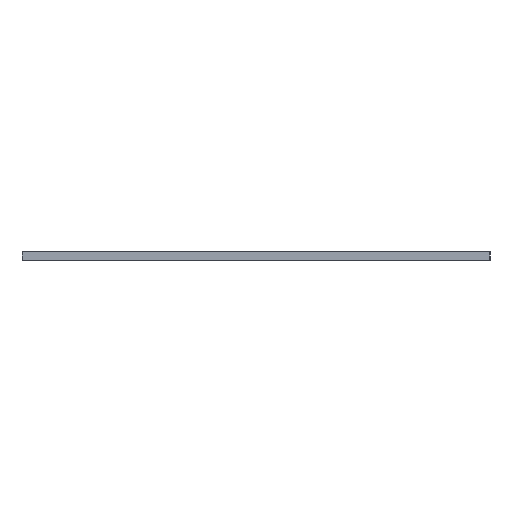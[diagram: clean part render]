
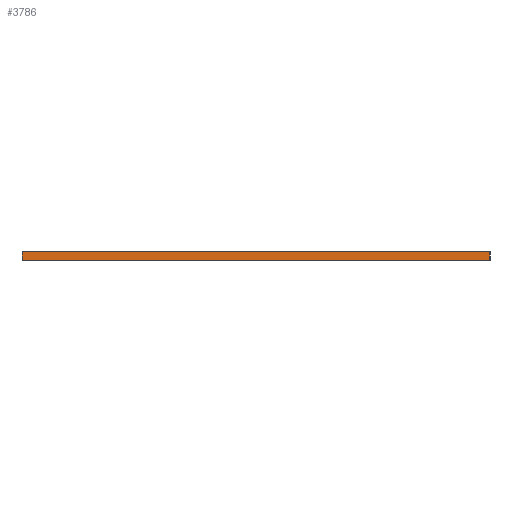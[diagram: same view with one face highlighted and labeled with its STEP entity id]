
A CAD part, left-side view. The second image highlights one B-rep face of the part: STEP entity #3786.
In plain terms, the highlighted planar face has unit normal (-1, 0, 0).
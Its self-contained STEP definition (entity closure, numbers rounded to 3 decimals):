
#265 = EDGE_CURVE ( 'NONE', #1215, #4097, #4939, .T. ) ;
#299 = DIRECTION ( 'NONE',  ( 0., 1., 0. ) ) ;
#300 = CARTESIAN_POINT ( 'NONE',  ( -500., -250., 2. ) ) ;
#313 = EDGE_LOOP ( 'NONE', ( #1579, #3784, #5576, #5456 ) ) ;
#396 = VECTOR ( 'NONE', #2346, 1000. ) ;
#442 = VECTOR ( 'NONE', #299, 1000. ) ;
#858 = EDGE_CURVE ( 'NONE', #5143, #1604, #5004, .T. ) ;
#893 = CARTESIAN_POINT ( 'NONE',  ( -500., -250., 2. ) ) ;
#1215 = VERTEX_POINT ( 'NONE', #4762 ) ;
#1327 = CARTESIAN_POINT ( 'NONE',  ( -500., 250., 2. ) ) ;
#1579 = ORIENTED_EDGE ( 'NONE', *, *, #265, .T. ) ;
#1604 = VERTEX_POINT ( 'NONE', #2176 ) ;
#1838 = DIRECTION ( 'NONE',  ( 0., 0., -1. ) ) ;
#1931 = LINE ( 'NONE', #893, #4143 ) ;
#2089 = AXIS2_PLACEMENT_3D ( 'NONE', #6565, #4450, #1838 ) ;
#2176 = CARTESIAN_POINT ( 'NONE',  ( -500., 250., -7. ) ) ;
#2265 = CARTESIAN_POINT ( 'NONE',  ( -500., 250., 2. ) ) ;
#2346 = DIRECTION ( 'NONE',  ( 0., 0., 1. ) ) ;
#2840 = DIRECTION ( 'NONE',  ( 0., 0., -1. ) ) ;
#2886 = EDGE_CURVE ( 'NONE', #5143, #4097, #1931, .T. ) ;
#3600 = LINE ( 'NONE', #5433, #442 ) ;
#3784 = ORIENTED_EDGE ( 'NONE', *, *, #2886, .F. ) ;
#3786 = ADVANCED_FACE ( 'NONE', ( #4612 ), #3876, .F. ) ;
#3876 = PLANE ( 'NONE',  #2089 ) ;
#4097 = VERTEX_POINT ( 'NONE', #6022 ) ;
#4143 = VECTOR ( 'NONE', #6073, 1000. ) ;
#4352 = VECTOR ( 'NONE', #2840, 1000. ) ;
#4450 = DIRECTION ( 'NONE',  ( 1., 0., 0. ) ) ;
#4612 = FACE_OUTER_BOUND ( 'NONE', #313, .T. ) ;
#4762 = CARTESIAN_POINT ( 'NONE',  ( -500., -250., -7. ) ) ;
#4939 = LINE ( 'NONE', #300, #396 ) ;
#5004 = LINE ( 'NONE', #1327, #4352 ) ;
#5143 = VERTEX_POINT ( 'NONE', #2265 ) ;
#5433 = CARTESIAN_POINT ( 'NONE',  ( -500., 250., -7. ) ) ;
#5456 = ORIENTED_EDGE ( 'NONE', *, *, #6165, .F. ) ;
#5576 = ORIENTED_EDGE ( 'NONE', *, *, #858, .T. ) ;
#6022 = CARTESIAN_POINT ( 'NONE',  ( -500., -250., 2. ) ) ;
#6073 = DIRECTION ( 'NONE',  ( 0., -1., 0. ) ) ;
#6165 = EDGE_CURVE ( 'NONE', #1215, #1604, #3600, .T. ) ;
#6565 = CARTESIAN_POINT ( 'NONE',  ( -500., 250., 2. ) ) ;
